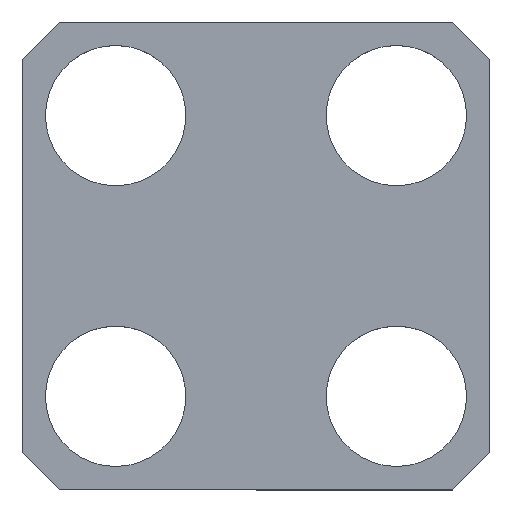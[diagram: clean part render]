
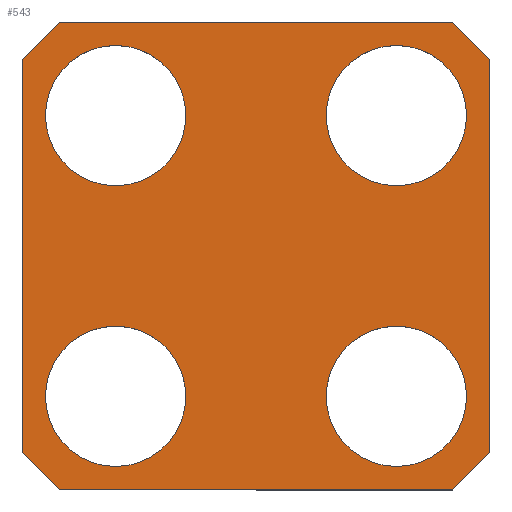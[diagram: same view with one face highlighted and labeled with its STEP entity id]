
A CAD part, top view. The second image highlights one B-rep face of the part: STEP entity #543.
In plain terms, the highlighted planar face has unit normal (0, 0, 1).
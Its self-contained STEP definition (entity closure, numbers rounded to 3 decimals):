
#81=CARTESIAN_POINT('',(22.5,15.0,3.));
#82=VERTEX_POINT('',#81);
#83=CARTESIAN_POINT('',(15.,15.0,3.));
#84=DIRECTION('',(0.0,0.0,-1.0));
#85=DIRECTION('',(1.0,0.0,0.0));
#86=AXIS2_PLACEMENT_3D('',#83,#84,#85);
#87=CIRCLE('',#86,7.5);
#88=EDGE_CURVE('',#82,#82,#87,.T.);
#130=CARTESIAN_POINT('',(-7.5,-15.,3.));
#131=VERTEX_POINT('',#130);
#132=CARTESIAN_POINT('',(-15.,-15.,3.));
#133=DIRECTION('',(0.0,0.0,-1.0));
#134=DIRECTION('',(1.0,0.0,0.0));
#135=AXIS2_PLACEMENT_3D('',#132,#133,#134);
#136=CIRCLE('',#135,7.5);
#137=EDGE_CURVE('',#131,#131,#136,.T.);
#179=CARTESIAN_POINT('',(-7.5,15.0,3.));
#180=VERTEX_POINT('',#179);
#181=CARTESIAN_POINT('',(-15.,15.0,3.));
#182=DIRECTION('',(0.0,0.0,-1.0));
#183=DIRECTION('',(1.0,0.0,0.0));
#184=AXIS2_PLACEMENT_3D('',#181,#182,#183);
#185=CIRCLE('',#184,7.5);
#186=EDGE_CURVE('',#180,#180,#185,.T.);
#228=CARTESIAN_POINT('',(22.5,-15.0,3.));
#229=VERTEX_POINT('',#228);
#230=CARTESIAN_POINT('',(15.,-15.0,3.));
#231=DIRECTION('',(0.0,0.0,-1.0));
#232=DIRECTION('',(1.0,0.0,0.0));
#233=AXIS2_PLACEMENT_3D('',#230,#231,#232);
#234=CIRCLE('',#233,7.5);
#235=EDGE_CURVE('',#229,#229,#234,.T.);
#255=CARTESIAN_POINT('',(21.,25.,3.));
#256=VERTEX_POINT('',#255);
#263=CARTESIAN_POINT('',(25.,21.0,3.));
#264=VERTEX_POINT('',#263);
#265=CARTESIAN_POINT('',(21.,25.,3.));
#266=DIRECTION('',(0.707,-0.707,0.0));
#267=VECTOR('',#266,5.657);
#268=LINE('',#265,#267);
#269=EDGE_CURVE('',#256,#264,#268,.T.);
#294=CARTESIAN_POINT('',(-21.,25.0,3.));
#295=VERTEX_POINT('',#294);
#302=CARTESIAN_POINT('',(-21.,25.0,3.));
#303=DIRECTION('',(1.0,0.0,0.0));
#304=VECTOR('',#303,42.0);
#305=LINE('',#302,#304);
#306=EDGE_CURVE('',#295,#256,#305,.T.);
#385=CARTESIAN_POINT('',(-25.,21.,3.));
#386=VERTEX_POINT('',#385);
#393=CARTESIAN_POINT('',(-25.,21.,3.));
#394=DIRECTION('',(0.707,0.707,0.0));
#395=VECTOR('',#394,5.657);
#396=LINE('',#393,#395);
#397=EDGE_CURVE('',#386,#295,#396,.T.);
#410=CARTESIAN_POINT('',(-25.,-21.,3.));
#411=VERTEX_POINT('',#410);
#418=CARTESIAN_POINT('',(-25.,-21.,3.));
#419=DIRECTION('',(0.0,1.0,0.0));
#420=VECTOR('',#419,42.0);
#421=LINE('',#418,#420);
#422=EDGE_CURVE('',#411,#386,#421,.T.);
#432=CARTESIAN_POINT('',(25.,-21.,3.));
#433=VERTEX_POINT('',#432);
#434=CARTESIAN_POINT('',(21.,-25.,3.));
#435=VERTEX_POINT('',#434);
#436=CARTESIAN_POINT('',(25.,-21.,3.));
#437=DIRECTION('',(-0.707,-0.707,0.0));
#438=VECTOR('',#437,5.657);
#439=LINE('',#436,#438);
#440=EDGE_CURVE('',#433,#435,#439,.T.);
#464=CARTESIAN_POINT('',(-21.0,-25.0,3.));
#465=VERTEX_POINT('',#464);
#466=CARTESIAN_POINT('',(21.,-25.,3.));
#467=DIRECTION('',(-1.0,0.0,0.0));
#468=VECTOR('',#467,42.0);
#469=LINE('',#466,#468);
#470=EDGE_CURVE('',#435,#465,#469,.T.);
#489=CARTESIAN_POINT('',(-21.0,-25.0,3.));
#490=DIRECTION('',(-0.707,0.707,0.0));
#491=VECTOR('',#490,5.657);
#492=LINE('',#489,#491);
#493=EDGE_CURVE('',#465,#411,#492,.T.);
#505=CARTESIAN_POINT('',(25.,21.0,3.));
#506=DIRECTION('',(0.0,-1.0,0.0));
#507=VECTOR('',#506,42.);
#508=LINE('',#505,#507);
#509=EDGE_CURVE('',#264,#433,#508,.T.);
#516=CARTESIAN_POINT('',(0.,0.0,3.));
#517=DIRECTION('',(0.0,0.0,1.0));
#518=DIRECTION('',(1.0,0.0,0.0));
#519=AXIS2_PLACEMENT_3D('',#516,#517,#518);
#520=PLANE('',#519);
#521=ORIENTED_EDGE('',*,*,#269,.F.);
#522=ORIENTED_EDGE('',*,*,#306,.F.);
#523=ORIENTED_EDGE('',*,*,#397,.F.);
#524=ORIENTED_EDGE('',*,*,#422,.F.);
#525=ORIENTED_EDGE('',*,*,#493,.F.);
#526=ORIENTED_EDGE('',*,*,#470,.F.);
#527=ORIENTED_EDGE('',*,*,#440,.F.);
#528=ORIENTED_EDGE('',*,*,#509,.F.);
#529=EDGE_LOOP('',(#521,#522,#523,#524,#525,#526,#527,#528));
#530=FACE_OUTER_BOUND('',#529,.T.);
#531=ORIENTED_EDGE('',*,*,#88,.T.);
#532=EDGE_LOOP('',(#531));
#533=FACE_BOUND('',#532,.T.);
#534=ORIENTED_EDGE('',*,*,#137,.T.);
#535=EDGE_LOOP('',(#534));
#536=FACE_BOUND('',#535,.T.);
#537=ORIENTED_EDGE('',*,*,#186,.T.);
#538=EDGE_LOOP('',(#537));
#539=FACE_BOUND('',#538,.T.);
#540=ORIENTED_EDGE('',*,*,#235,.T.);
#541=EDGE_LOOP('',(#540));
#542=FACE_BOUND('',#541,.T.);
#543=ADVANCED_FACE('',(#530,#533,#536,#539,#542),#520,.T.);
